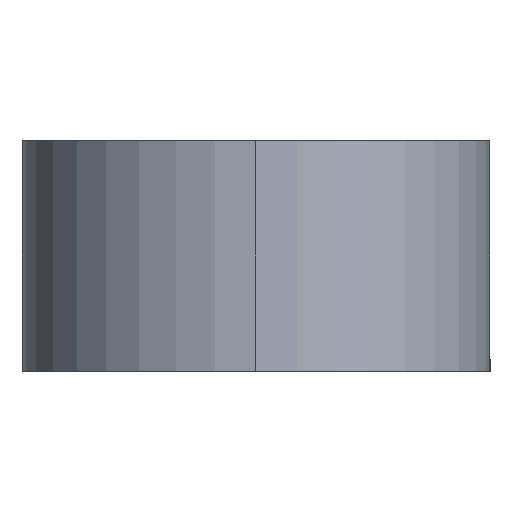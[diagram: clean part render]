
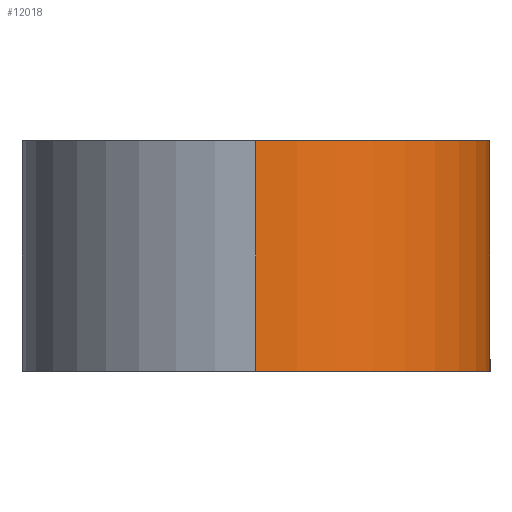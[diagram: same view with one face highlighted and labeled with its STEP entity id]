
A CAD part, left-side view. The second image highlights one B-rep face of the part: STEP entity #12018.
In plain terms, the highlighted cylindrical face has radius 6.2 mm (diameter 12.4 mm), a partial arc.
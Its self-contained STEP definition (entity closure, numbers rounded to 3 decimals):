
#151 = EDGE_CURVE ( 'NONE', #5109, #1485, #22454, .T. ) ;
#1485 = VERTEX_POINT ( 'NONE', #13571 ) ;
#1910 = ORIENTED_EDGE ( 'NONE', *, *, #3195, .F. ) ;
#2659 = AXIS2_PLACEMENT_3D ( 'NONE', #2685, #12406, #8529 ) ;
#2685 = CARTESIAN_POINT ( 'NONE',  ( -76.2, 0., 1. ) ) ;
#3151 = CARTESIAN_POINT ( 'NONE',  ( -76.2, -6.2, 3.05 ) ) ;
#3195 = EDGE_CURVE ( 'NONE', #19618, #1485, #11058, .T. ) ;
#3367 = EDGE_LOOP ( 'NONE', ( #23143, #18197, #15797, #1910 ) ) ;
#4843 = AXIS2_PLACEMENT_3D ( 'NONE', #20414, #8869, #22349 ) ;
#5043 = CARTESIAN_POINT ( 'NONE',  ( -76.2, -6.2, 1. ) ) ;
#5109 = VERTEX_POINT ( 'NONE', #12655 ) ;
#5114 = VERTEX_POINT ( 'NONE', #6897 ) ;
#5906 = VECTOR ( 'NONE', #20476, 1000. ) ;
#6286 = DIRECTION ( 'NONE',  ( 0., 0., 1. ) ) ;
#6897 = CARTESIAN_POINT ( 'NONE',  ( -82.4, 0., 3.05 ) ) ;
#7847 = CYLINDRICAL_SURFACE ( 'NONE', #2659, 6.2 ) ;
#8276 = AXIS2_PLACEMENT_3D ( 'NONE', #17859, #6286, #19810 ) ;
#8529 = DIRECTION ( 'NONE',  ( -1., 0., 0. ) ) ;
#8869 = DIRECTION ( 'NONE',  ( 0., 0., 1. ) ) ;
#11058 = LINE ( 'NONE', #5043, #5906 ) ;
#12018 = ADVANCED_FACE ( 'NONE', ( #18128 ), #7847, .T. ) ;
#12406 = DIRECTION ( 'NONE',  ( 0., 0., -1. ) ) ;
#12655 = CARTESIAN_POINT ( 'NONE',  ( -82.4, 0., -3.05 ) ) ;
#13571 = CARTESIAN_POINT ( 'NONE',  ( -76.2, -6.2, -3.05 ) ) ;
#13598 = CIRCLE ( 'NONE', #4843, 6.2 ) ;
#14062 = EDGE_CURVE ( 'NONE', #5114, #19618, #13598, .T. ) ;
#14629 = VECTOR ( 'NONE', #24814, 1000. ) ;
#15797 = ORIENTED_EDGE ( 'NONE', *, *, #151, .T. ) ;
#17859 = CARTESIAN_POINT ( 'NONE',  ( -76.2, 0., -3.05 ) ) ;
#18128 = FACE_OUTER_BOUND ( 'NONE', #3367, .T. ) ;
#18197 = ORIENTED_EDGE ( 'NONE', *, *, #24365, .T. ) ;
#19618 = VERTEX_POINT ( 'NONE', #3151 ) ;
#19810 = DIRECTION ( 'NONE',  ( 1., 0., 0. ) ) ;
#20414 = CARTESIAN_POINT ( 'NONE',  ( -76.2, 0., 3.05 ) ) ;
#20476 = DIRECTION ( 'NONE',  ( 0., 0., -1. ) ) ;
#22349 = DIRECTION ( 'NONE',  ( 1., 0., 0. ) ) ;
#22454 = CIRCLE ( 'NONE', #8276, 6.2 ) ;
#22863 = CARTESIAN_POINT ( 'NONE',  ( -82.4, 0., 1. ) ) ;
#23143 = ORIENTED_EDGE ( 'NONE', *, *, #14062, .F. ) ;
#24365 = EDGE_CURVE ( 'NONE', #5114, #5109, #24878, .T. ) ;
#24814 = DIRECTION ( 'NONE',  ( 0., 0., -1. ) ) ;
#24878 = LINE ( 'NONE', #22863, #14629 ) ;
